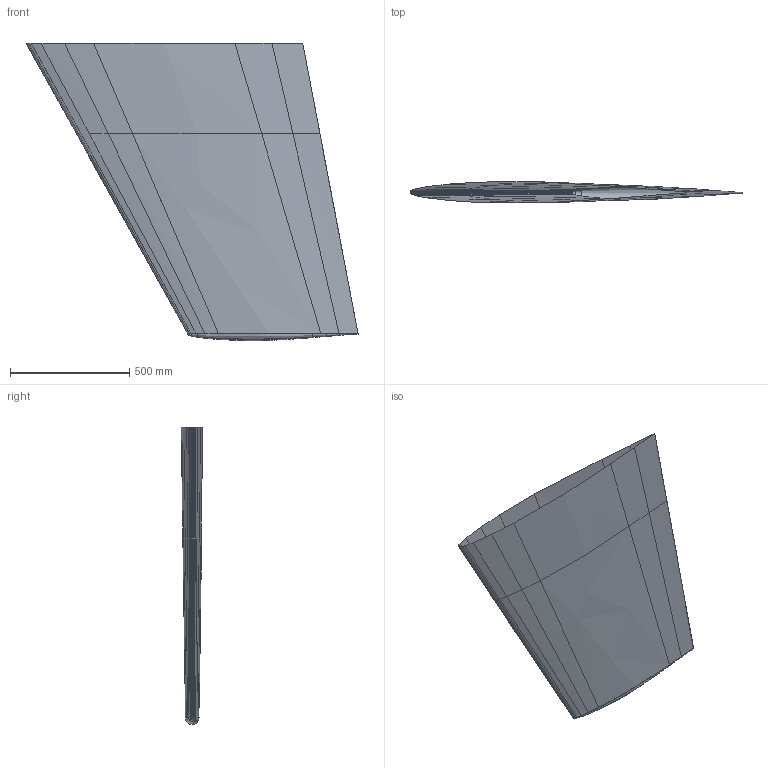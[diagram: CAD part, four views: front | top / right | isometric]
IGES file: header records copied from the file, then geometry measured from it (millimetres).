
Start section: Data from Parasolid IGES Translator 14.0,  Copyright (c) 2006 UGS Corp. All Rights Reserved.
Global section: file name: horizontal_tail_meters.igs; native system:  By UGS Corp.; preprocessor: XPlus GENERIC/IGES 3.0; author: Noname; organization: Noname; date: 20201026.082231; units: metre
Bounding box: 1393.96 x 89.84 x 1247.81 mm (x, y, z)
Surface area: 2357905.2 mm2 (no closed solid volume)
Topology: 0 solids, 0 shells, 47 faces, 188 edges, 188 vertices
Faces by surface type: bspline 47
